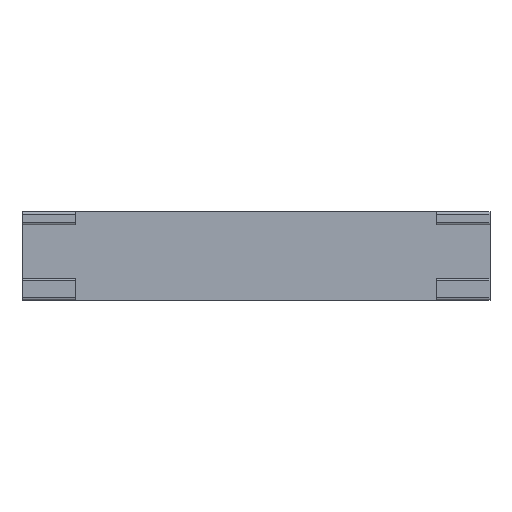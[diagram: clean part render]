
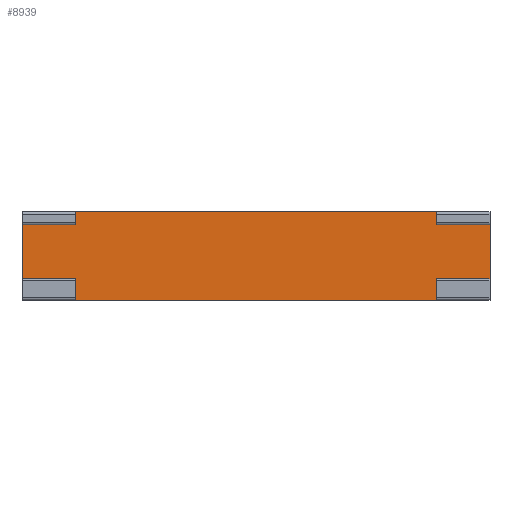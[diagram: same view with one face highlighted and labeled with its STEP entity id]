
A CAD part, top view. The second image highlights one B-rep face of the part: STEP entity #8939.
In plain terms, the highlighted planar face has unit normal (0, 0, 1).
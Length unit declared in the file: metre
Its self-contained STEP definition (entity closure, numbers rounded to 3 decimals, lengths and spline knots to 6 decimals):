
#1436=ORIENTED_EDGE('',*,*,#3440,.F.);
#1437=ORIENTED_EDGE('',*,*,#3441,.T.);
#1438=ORIENTED_EDGE('',*,*,#3442,.F.);
#1439=ORIENTED_EDGE('',*,*,#3439,.F.);
#1440=ORIENTED_EDGE('',*,*,#3443,.T.);
#1441=ORIENTED_EDGE('',*,*,#3444,.F.);
#1442=ORIENTED_EDGE('',*,*,#3445,.F.);
#1443=ORIENTED_EDGE('',*,*,#3446,.F.);
#1444=ORIENTED_EDGE('',*,*,#3447,.T.);
#1445=ORIENTED_EDGE('',*,*,#3448,.T.);
#1446=ORIENTED_EDGE('',*,*,#3449,.T.);
#1447=ORIENTED_EDGE('',*,*,#3450,.T.);
#3439=EDGE_CURVE('',#4539,#4537,#5545,.T.);
#3440=EDGE_CURVE('',#4540,#4541,#5546,.T.);
#3441=EDGE_CURVE('',#4540,#4542,#5547,.T.);
#3442=EDGE_CURVE('',#4537,#4542,#5548,.T.);
#3443=EDGE_CURVE('',#4539,#4543,#5549,.T.);
#3444=EDGE_CURVE('',#4544,#4543,#5550,.T.);
#3445=EDGE_CURVE('',#4545,#4544,#5551,.T.);
#3446=EDGE_CURVE('',#4546,#4545,#5552,.T.);
#3447=EDGE_CURVE('',#4546,#4547,#5553,.T.);
#3448=EDGE_CURVE('',#4547,#4548,#5554,.T.);
#3449=EDGE_CURVE('',#4548,#4549,#5555,.T.);
#3450=EDGE_CURVE('',#4549,#4541,#5556,.T.);
#4537=VERTEX_POINT('',#13455);
#4539=VERTEX_POINT('',#13459);
#4540=VERTEX_POINT('',#13463);
#4541=VERTEX_POINT('',#13464);
#4542=VERTEX_POINT('',#13466);
#4543=VERTEX_POINT('',#13469);
#4544=VERTEX_POINT('',#13471);
#4545=VERTEX_POINT('',#13473);
#4546=VERTEX_POINT('',#13475);
#4547=VERTEX_POINT('',#13477);
#4548=VERTEX_POINT('',#13479);
#4549=VERTEX_POINT('',#13481);
#5545=LINE('',#13460,#6697);
#5546=LINE('',#13462,#6698);
#5547=LINE('',#13465,#6699);
#5548=LINE('',#13467,#6700);
#5549=LINE('',#13468,#6701);
#5550=LINE('',#13470,#6702);
#5551=LINE('',#13472,#6703);
#5552=LINE('',#13474,#6704);
#5553=LINE('',#13476,#6705);
#5554=LINE('',#13478,#6706);
#5555=LINE('',#13480,#6707);
#5556=LINE('',#13482,#6708);
#6697=VECTOR('',#10797,1.);
#6698=VECTOR('',#10800,1.);
#6699=VECTOR('',#10801,1.);
#6700=VECTOR('',#10802,1.);
#6701=VECTOR('',#10803,1.);
#6702=VECTOR('',#10804,1.);
#6703=VECTOR('',#10805,1.);
#6704=VECTOR('',#10806,1.);
#6705=VECTOR('',#10807,1.);
#6706=VECTOR('',#10808,1.);
#6707=VECTOR('',#10809,1.);
#6708=VECTOR('',#10810,1.);
#7541=EDGE_LOOP('',(#1436,#1437,#1438,#1439,#1440,#1441,#1442,#1443,#1444,
#1445,#1446,#1447));
#8039=FACE_BOUND('',#7541,.T.);
#8506=PLANE('',#9572);
#8939=ADVANCED_FACE('',(#8039),#8506,.T.);
#9572=AXIS2_PLACEMENT_3D('',#13461,#10798,#10799);
#10797=DIRECTION('',(1.,0.,0.));
#10798=DIRECTION('',(0.,0.,1.));
#10799=DIRECTION('',(1.,0.,0.));
#10800=DIRECTION('',(0.,-1.,0.));
#10801=DIRECTION('',(1.,0.,0.));
#10802=DIRECTION('',(0.,-1.,0.));
#10803=DIRECTION('',(0.,1.,0.));
#10804=DIRECTION('',(1.,0.,0.));
#10805=DIRECTION('',(0.,1.,0.));
#10806=DIRECTION('',(1.,0.,0.));
#10807=DIRECTION('',(0.,-1.,0.));
#10808=DIRECTION('',(1.,0.,0.));
#10809=DIRECTION('',(0.,-1.,0.));
#10810=DIRECTION('',(1.,0.,0.));
#13455=CARTESIAN_POINT('',(0.131566,0.,0.));
#13459=CARTESIAN_POINT('',(0.116566,0.,0.));
#13460=CARTESIAN_POINT('',(0.124066,0.,0.));
#13461=CARTESIAN_POINT('',(0.0075,-0.01,0.));
#13462=CARTESIAN_POINT('',(0.116566,-0.0212,0.));
#13463=CARTESIAN_POINT('',(0.116566,-0.02,0.));
#13464=CARTESIAN_POINT('',(0.116566,-0.0224,0.));
#13465=CARTESIAN_POINT('',(0.124066,-0.02,0.));
#13466=CARTESIAN_POINT('',(0.131566,-0.02,0.));
#13467=CARTESIAN_POINT('',(0.131566,-0.01,0.));
#13468=CARTESIAN_POINT('',(0.116566,0.0012,0.));
#13469=CARTESIAN_POINT('',(0.116566,0.0024,0.));
#13470=CARTESIAN_POINT('',(0.0075,0.0024,0.));
#13471=CARTESIAN_POINT('',(0.015,0.0024,0.));
#13472=CARTESIAN_POINT('',(0.015,0.0012,0.));
#13473=CARTESIAN_POINT('',(0.015,0.,0.));
#13474=CARTESIAN_POINT('',(0.0075,0.,0.));
#13475=CARTESIAN_POINT('',(0.,0.,0.));
#13476=CARTESIAN_POINT('',(0.,-0.01,0.));
#13477=CARTESIAN_POINT('',(0.,-0.02,0.));
#13478=CARTESIAN_POINT('',(0.0075,-0.02,0.));
#13479=CARTESIAN_POINT('',(0.015,-0.02,0.));
#13480=CARTESIAN_POINT('',(0.015,-0.0212,0.));
#13481=CARTESIAN_POINT('',(0.015,-0.0224,0.));
#13482=CARTESIAN_POINT('',(0.0075,-0.0224,0.));
